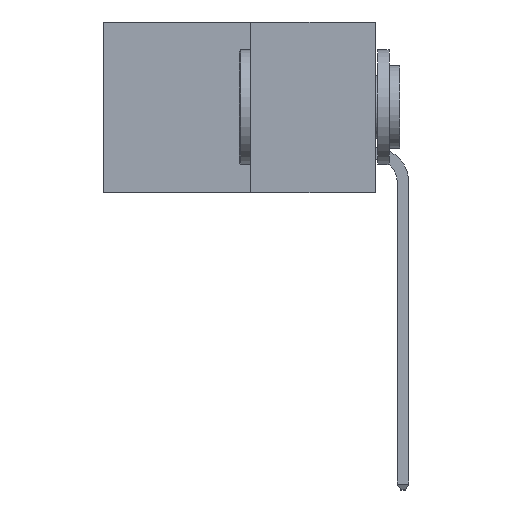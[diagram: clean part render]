
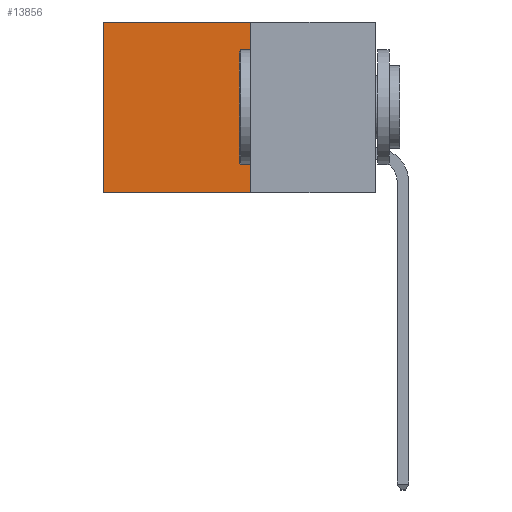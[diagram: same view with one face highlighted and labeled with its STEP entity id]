
A CAD part, left-side view. The second image highlights one B-rep face of the part: STEP entity #13856.
In plain terms, the highlighted planar face has unit normal (-1, 0, 0).
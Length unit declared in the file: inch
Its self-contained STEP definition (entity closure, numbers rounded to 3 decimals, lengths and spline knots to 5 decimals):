
#895 = ORIENTED_EDGE ( 'NONE', *, *, #12249, .T. ) ;
#1902 = VECTOR ( 'NONE', #11235, 39.37008 ) ;
#5165 = VECTOR ( 'NONE', #15543, 39.37008 ) ;
#5998 = EDGE_CURVE ( 'NONE', #12021, #12219, #7011, .T. ) ;
#6377 = CARTESIAN_POINT ( 'NONE',  ( 0.277, 0.27, -0.37 ) ) ;
#6410 = EDGE_CURVE ( 'NONE', #7387, #9012, #10977, .T. ) ;
#7001 = CARTESIAN_POINT ( 'NONE',  ( 0.277, 0.59, -0.37 ) ) ;
#7011 = LINE ( 'NONE', #10646, #1902 ) ;
#7077 = CARTESIAN_POINT ( 'NONE',  ( 0.277, 0.27, 0. ) ) ;
#7387 = VERTEX_POINT ( 'NONE', #8010 ) ;
#8010 = CARTESIAN_POINT ( 'NONE',  ( 0.277, 0.27, 0. ) ) ;
#8121 = PLANE ( 'NONE',  #16991 ) ;
#9012 = VERTEX_POINT ( 'NONE', #12292 ) ;
#9066 = EDGE_CURVE ( 'NONE', #9012, #12219, #18598, .T. ) ;
#9146 = DIRECTION ( 'NONE',  ( 0., 1., 0. ) ) ;
#9833 = DIRECTION ( 'NONE',  ( 1., 0., 0. ) ) ;
#10105 = ORIENTED_EDGE ( 'NONE', *, *, #6410, .F. ) ;
#10199 = ORIENTED_EDGE ( 'NONE', *, *, #9066, .F. ) ;
#10646 = CARTESIAN_POINT ( 'NONE',  ( 0.277, 0.59, -0.37 ) ) ;
#10977 = LINE ( 'NONE', #17627, #16031 ) ;
#11235 = DIRECTION ( 'NONE',  ( 0., 0., -1. ) ) ;
#12021 = VERTEX_POINT ( 'NONE', #13228 ) ;
#12219 = VERTEX_POINT ( 'NONE', #7001 ) ;
#12249 = EDGE_CURVE ( 'NONE', #7387, #12021, #14200, .T. ) ;
#12292 = CARTESIAN_POINT ( 'NONE',  ( 0.277, 0.27, -0.37 ) ) ;
#13228 = CARTESIAN_POINT ( 'NONE',  ( 0.277, 0.59, 0. ) ) ;
#13856 = ADVANCED_FACE ( 'NONE', ( #16041 ), #8121, .F. ) ;
#14077 = VECTOR ( 'NONE', #9146, 39.37008 ) ;
#14134 = CARTESIAN_POINT ( 'NONE',  ( 0.277, 0.27, -0.37 ) ) ;
#14200 = LINE ( 'NONE', #7077, #5165 ) ;
#14491 = ORIENTED_EDGE ( 'NONE', *, *, #5998, .T. ) ;
#15543 = DIRECTION ( 'NONE',  ( 0., 1., 0. ) ) ;
#15945 = EDGE_LOOP ( 'NONE', ( #14491, #10199, #10105, #895 ) ) ;
#16031 = VECTOR ( 'NONE', #17357, 39.37008 ) ;
#16041 = FACE_OUTER_BOUND ( 'NONE', #15945, .T. ) ;
#16991 = AXIS2_PLACEMENT_3D ( 'NONE', #6377, #9833, #21574 ) ;
#17357 = DIRECTION ( 'NONE',  ( 0., 0., -1. ) ) ;
#17627 = CARTESIAN_POINT ( 'NONE',  ( 0.277, 0.27, -0.37 ) ) ;
#18598 = LINE ( 'NONE', #14134, #14077 ) ;
#21574 = DIRECTION ( 'NONE',  ( 0., 0., -1. ) ) ;
